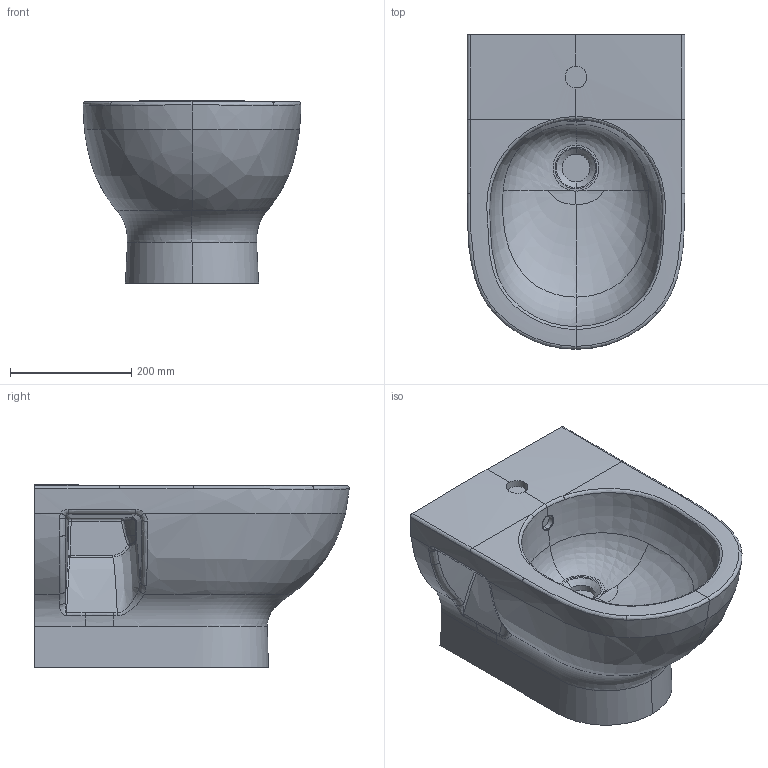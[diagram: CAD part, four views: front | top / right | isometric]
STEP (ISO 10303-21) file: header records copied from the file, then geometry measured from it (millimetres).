
FILE_DESCRIPTION(/* description */ (''),/* implementation_level */ '2;1');
FILE_NAME(/* name */ '03_PRT_B546600_O.stp',/* time_stamp */ '2025-05-15T12:53:58+02:00',/* author */ (''),/* organization */ (''),/* preprocessor_version */ 'ST-DEVELOPER v18.1',/* originating_system */ 'SIEMENS PLM Software NX 1973',/* authorisation */ '');
FILE_SCHEMA (('AUTOMOTIVE_DESIGN { 1 0 10303 214 3 1 1 1 }'));
Length unit declared in the file: millimetre
Products named in the file (1): Varg3AB05B84agst
Bounding box: 359.86 x 519.71 x 302 mm (x, y, z)
Volume: 26249236.2 mm3; surface area: 809296.1 mm2
Topology: 1 solids, 1 shells, 149 faces, 383 edges, 238 vertices
Faces by surface type: bspline 128, sphere 6, plane 5, extrusion 4, cylinder 4, cone 2
Full cylindrical faces by diameter (mm): 36 x1, 46 x1
Entity records: 24281 total; most frequent: CARTESIAN_POINT 21705, ORIENTED_EDGE 754, EDGE_CURVE 377, B_SPLINE_CURVE_WITH_KNOTS 307, VERTEX_POINT 240, DIRECTION 166, EDGE_LOOP 159, ADVANCED_FACE 149
